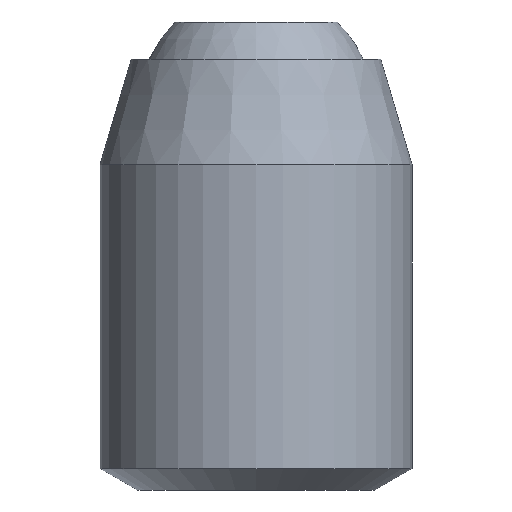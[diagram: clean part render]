
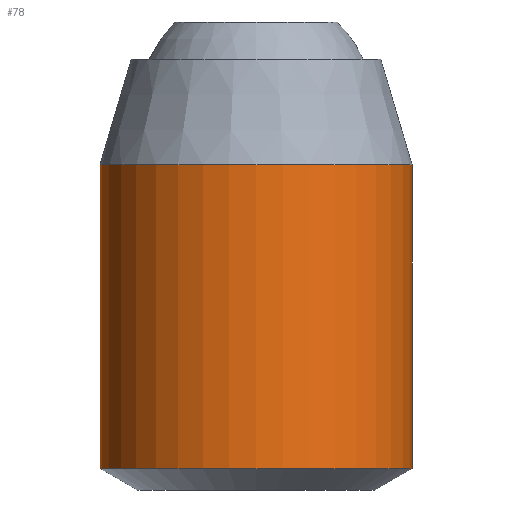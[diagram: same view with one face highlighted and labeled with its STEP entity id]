
A CAD part, front view. The second image highlights one B-rep face of the part: STEP entity #78.
In plain terms, the highlighted cylindrical face has radius 8 mm (diameter 16 mm), a full revolution.
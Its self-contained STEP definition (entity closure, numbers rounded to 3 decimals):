
#78 = ADVANCED_FACE( '', ( #157, #158 ), #159, .T. );
#157 = FACE_OUTER_BOUND( '', #231, .T. );
#158 = FACE_OUTER_BOUND( '', #232, .T. );
#159 = CYLINDRICAL_SURFACE( '', #233, 8. );
#231 = EDGE_LOOP( '', ( #372 ) );
#232 = EDGE_LOOP( '', ( #373 ) );
#233 = AXIS2_PLACEMENT_3D( '', #374, #375, #376 );
#372 = ORIENTED_EDGE( '', *, *, #412, .T. );
#373 = ORIENTED_EDGE( '', *, *, #444, .T. );
#374 = CARTESIAN_POINT( '', ( 0., 0., 22.08 ) );
#375 = DIRECTION( '', ( 0., 0., 1. ) );
#376 = DIRECTION( '', ( -1., 0., 0. ) );
#412 = EDGE_CURVE( '', #482, #482, #483, .T. );
#444 = EDGE_CURVE( '', #522, #522, #523, .F. );
#482 = VERTEX_POINT( '', #572 );
#483 = CIRCLE( '', #573, 8. );
#522 = VERTEX_POINT( '', #626 );
#523 = CIRCLE( '', #627, 8. );
#572 = CARTESIAN_POINT( '', ( 8., 0., 1.1 ) );
#573 = AXIS2_PLACEMENT_3D( '', #655, #656, #657 );
#626 = CARTESIAN_POINT( '', ( 8., 0., 16.68 ) );
#627 = AXIS2_PLACEMENT_3D( '', #690, #691, #692 );
#655 = CARTESIAN_POINT( '', ( 0., 0., 1.1 ) );
#656 = DIRECTION( '', ( 0., 0., 1. ) );
#657 = DIRECTION( '', ( 1., 0., 0. ) );
#690 = CARTESIAN_POINT( '', ( 0., 0., 16.68 ) );
#691 = DIRECTION( '', ( 0., 0., 1. ) );
#692 = DIRECTION( '', ( 1., 0., 0. ) );
